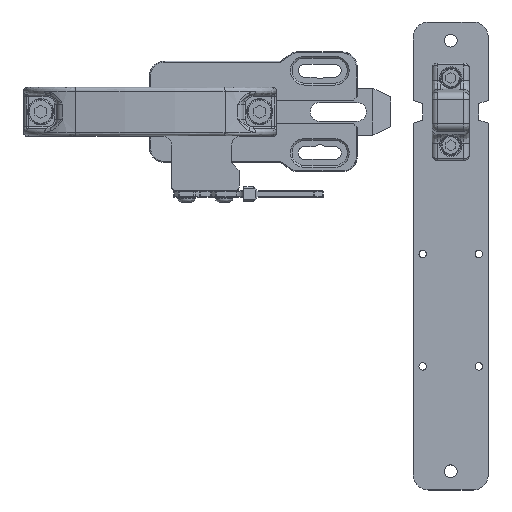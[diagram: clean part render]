
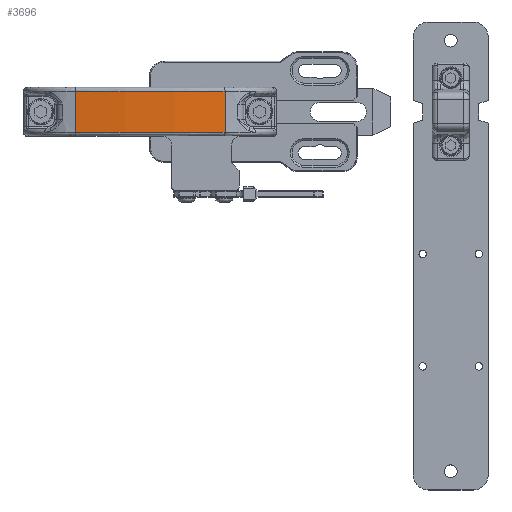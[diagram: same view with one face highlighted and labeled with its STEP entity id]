
A CAD part, top view. The second image highlights one B-rep face of the part: STEP entity #3696.
In plain terms, the highlighted cylindrical face has radius 254.194 mm (diameter 508.389 mm), a partial arc.
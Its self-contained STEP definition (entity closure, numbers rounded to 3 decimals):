
#1396 = CARTESIAN_POINT ( 'NONE',  ( -200.6, 191., 75.633 ) ) ;
#1702 = CARTESIAN_POINT ( 'NONE',  ( -160.6, 191., -175.394 ) ) ;
#1869 = CIRCLE ( 'NONE', #28129, 254.194 ) ;
#1996 = DIRECTION ( 'NONE',  ( 0., 1., 0. ) ) ;
#2102 = CARTESIAN_POINT ( 'NONE',  ( -120.6, 191., 75.633 ) ) ;
#3696 = ADVANCED_FACE ( 'NONE', ( #30397 ), #13918, .T. ) ;
#5598 = EDGE_CURVE ( 'NONE', #16931, #13572, #27716, .T. ) ;
#6444 = CARTESIAN_POINT ( 'NONE',  ( -200.6, 215., 75.633 ) ) ;
#7350 = EDGE_LOOP ( 'NONE', ( #15716, #27664, #19200, #19572 ) ) ;
#7839 = LINE ( 'NONE', #10034, #20164 ) ;
#9259 = VERTEX_POINT ( 'NONE', #2102 ) ;
#9393 = AXIS2_PLACEMENT_3D ( 'NONE', #14875, #29330, #20181 ) ;
#9593 = EDGE_CURVE ( 'NONE', #14027, #16931, #22799, .T. ) ;
#10034 = CARTESIAN_POINT ( 'NONE',  ( -120.6, 215., 75.633 ) ) ;
#10502 = DIRECTION ( 'NONE',  ( 0., 1., 0. ) ) ;
#13572 = VERTEX_POINT ( 'NONE', #1396 ) ;
#13918 = CYLINDRICAL_SURFACE ( 'NONE', #21874, 254.194 ) ;
#14027 = VERTEX_POINT ( 'NONE', #22738 ) ;
#14789 = EDGE_CURVE ( 'NONE', #13572, #9259, #1869, .T. ) ;
#14875 = CARTESIAN_POINT ( 'NONE',  ( -160.6, 213., -175.394 ) ) ;
#15003 = VECTOR ( 'NONE', #25398, 1000. ) ;
#15716 = ORIENTED_EDGE ( 'NONE', *, *, #27725, .T. ) ;
#16560 = DIRECTION ( 'NONE',  ( 0., -1., 0. ) ) ;
#16931 = VERTEX_POINT ( 'NONE', #18519 ) ;
#18519 = CARTESIAN_POINT ( 'NONE',  ( -200.6, 213., 75.633 ) ) ;
#18610 = DIRECTION ( 'NONE',  ( 1., 0., 0. ) ) ;
#19200 = ORIENTED_EDGE ( 'NONE', *, *, #5598, .T. ) ;
#19572 = ORIENTED_EDGE ( 'NONE', *, *, #14789, .T. ) ;
#20164 = VECTOR ( 'NONE', #10502, 1000. ) ;
#20181 = DIRECTION ( 'NONE',  ( 1., 0., 0. ) ) ;
#21874 = AXIS2_PLACEMENT_3D ( 'NONE', #27916, #16560, #25437 ) ;
#22738 = CARTESIAN_POINT ( 'NONE',  ( -120.6, 213., 75.633 ) ) ;
#22799 = CIRCLE ( 'NONE', #9393, 254.194 ) ;
#25398 = DIRECTION ( 'NONE',  ( 0., -1., 0. ) ) ;
#25437 = DIRECTION ( 'NONE',  ( 1., 0., 0. ) ) ;
#27664 = ORIENTED_EDGE ( 'NONE', *, *, #9593, .T. ) ;
#27716 = LINE ( 'NONE', #6444, #15003 ) ;
#27725 = EDGE_CURVE ( 'NONE', #9259, #14027, #7839, .T. ) ;
#27916 = CARTESIAN_POINT ( 'NONE',  ( -160.6, 215., -175.394 ) ) ;
#28129 = AXIS2_PLACEMENT_3D ( 'NONE', #1702, #1996, #18610 ) ;
#29330 = DIRECTION ( 'NONE',  ( 0., -1., 0. ) ) ;
#30397 = FACE_OUTER_BOUND ( 'NONE', #7350, .T. ) ;
